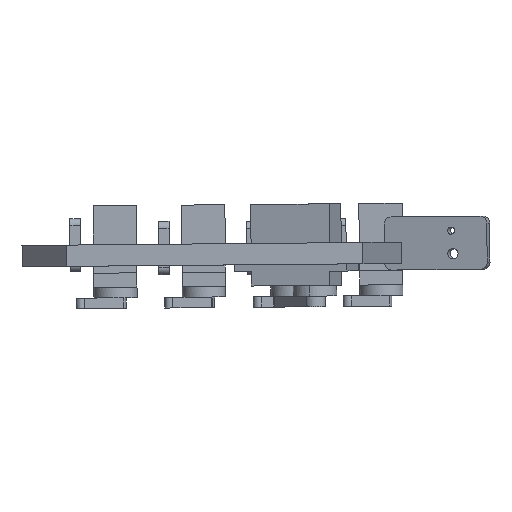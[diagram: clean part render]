
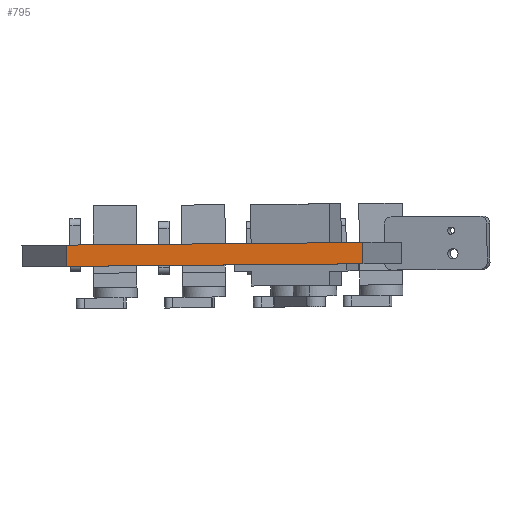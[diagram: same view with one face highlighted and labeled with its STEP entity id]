
A CAD part, front view. The second image highlights one B-rep face of the part: STEP entity #795.
In plain terms, the highlighted planar face has unit normal (0, -1, 0).
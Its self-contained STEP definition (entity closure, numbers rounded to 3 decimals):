
#490 = DIRECTION ( 'NONE',  ( -0.009, 0., 1. ) ) ;
#795 = ADVANCED_FACE ( 'NONE', ( #6647 ), #5863, .F. ) ;
#1582 = VECTOR ( 'NONE', #4785, 1000. ) ;
#1627 = VECTOR ( 'NONE', #4801, 1000. ) ;
#1693 = VERTEX_POINT ( 'NONE', #10410 ) ;
#1735 = VECTOR ( 'NONE', #8256, 1000. ) ;
#1817 = CARTESIAN_POINT ( 'NONE',  ( 5.569, -25.143, -27.645 ) ) ;
#2141 = LINE ( 'NONE', #6360, #1627 ) ;
#2467 = VECTOR ( 'NONE', #490, 1000. ) ;
#2543 = ORIENTED_EDGE ( 'NONE', *, *, #2710, .T. ) ;
#2710 = EDGE_CURVE ( 'NONE', #1693, #5049, #10298, .T. ) ;
#3450 = DIRECTION ( 'NONE',  ( 1., 0., 0.009 ) ) ;
#3499 = EDGE_CURVE ( 'NONE', #6455, #7262, #4355, .T. ) ;
#4102 = EDGE_CURVE ( 'NONE', #6455, #1693, #6991, .T. ) ;
#4355 = LINE ( 'NONE', #9566, #1582 ) ;
#4530 = CARTESIAN_POINT ( 'NONE',  ( 89.169, -25.143, -32.915 ) ) ;
#4785 = DIRECTION ( 'NONE',  ( -1., 0., -0.009 ) ) ;
#4801 = DIRECTION ( 'NONE',  ( -0.009, 0., 1. ) ) ;
#5049 = VERTEX_POINT ( 'NONE', #8471 ) ;
#5203 = EDGE_LOOP ( 'NONE', ( #2543, #6546, #8827, #5473 ) ) ;
#5473 = ORIENTED_EDGE ( 'NONE', *, *, #4102, .T. ) ;
#5626 = CARTESIAN_POINT ( 'NONE',  ( 5.621, -25.143, -33.644 ) ) ;
#5738 = AXIS2_PLACEMENT_3D ( 'NONE', #7489, #8272, #3450 ) ;
#5863 = PLANE ( 'NONE',  #5738 ) ;
#6360 = CARTESIAN_POINT ( 'NONE',  ( 5.621, -25.143, -33.644 ) ) ;
#6455 = VERTEX_POINT ( 'NONE', #4530 ) ;
#6546 = ORIENTED_EDGE ( 'NONE', *, *, #7239, .F. ) ;
#6647 = FACE_OUTER_BOUND ( 'NONE', #5203, .T. ) ;
#6991 = LINE ( 'NONE', #9342, #2467 ) ;
#7239 = EDGE_CURVE ( 'NONE', #7262, #5049, #2141, .T. ) ;
#7262 = VERTEX_POINT ( 'NONE', #5626 ) ;
#7489 = CARTESIAN_POINT ( 'NONE',  ( 5.621, -25.143, -33.644 ) ) ;
#8256 = DIRECTION ( 'NONE',  ( -1., 0., -0.009 ) ) ;
#8272 = DIRECTION ( 'NONE',  ( 0., 1., 0. ) ) ;
#8471 = CARTESIAN_POINT ( 'NONE',  ( 5.569, -25.143, -27.645 ) ) ;
#8827 = ORIENTED_EDGE ( 'NONE', *, *, #3499, .F. ) ;
#9342 = CARTESIAN_POINT ( 'NONE',  ( 89.169, -25.143, -32.915 ) ) ;
#9566 = CARTESIAN_POINT ( 'NONE',  ( 5.621, -25.143, -33.644 ) ) ;
#10298 = LINE ( 'NONE', #1817, #1735 ) ;
#10410 = CARTESIAN_POINT ( 'NONE',  ( 89.117, -25.143, -26.915 ) ) ;
